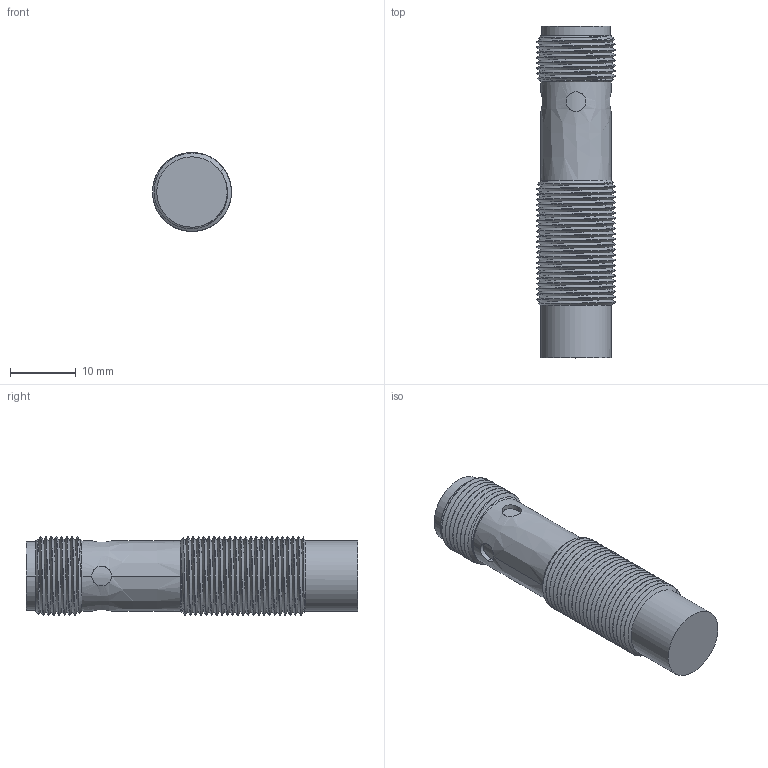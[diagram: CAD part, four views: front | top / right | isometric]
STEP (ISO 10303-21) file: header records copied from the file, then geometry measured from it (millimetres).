
FILE_DESCRIPTION( ('This file contains a STEP AP42 implementation' ,'as created by ZW3D STEP Interface translator.') ,'2;1' );
FILE_NAME( 'FCS2-1204X-XRS4.stp' ,'20 6 3.1642 9', (''), ('ZWCAD Software Co.'), 'Version 1.0', 'ZW3D to STEP translator', '' );
FILE_SCHEMA(('AUTOMOTIVE_DESIGN'));
Length unit declared in the file: millimetre
Products named in the file (2): 0; FCS1-1202X-XRS4
Bounding box: 12 x 50.5 x 12 mm (x, y, z)
Volume: 4328.8 mm3; surface area: 3159.3 mm2
Topology: 1 solids, 1 shells, 133 faces, 353 edges, 222 vertices
Faces by surface type: bspline 133
Entity records: 13264 total; most frequent: CARTESIAN_POINT 11103, ORIENTED_EDGE 690, EDGE_CURVE 345, B_SPLINE_CURVE_WITH_KNOTS 292, VERTEX_POINT 222, EDGE_LOOP 141, FACE_OUTER_BOUND 133, ADVANCED_FACE 133
